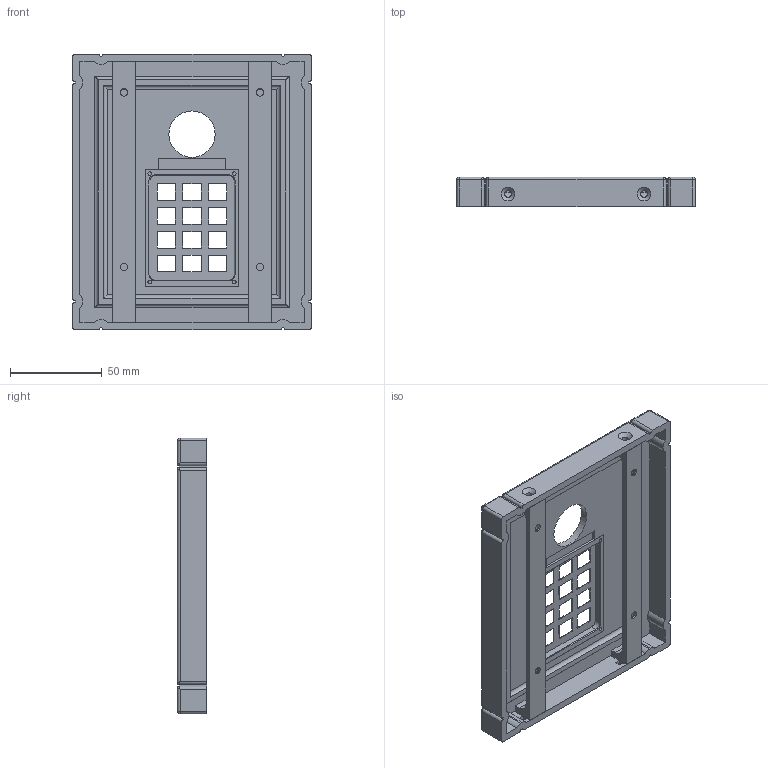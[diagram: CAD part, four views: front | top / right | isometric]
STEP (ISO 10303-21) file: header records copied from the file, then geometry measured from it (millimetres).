
FILE_DESCRIPTION(/* description */ (''),/* implementation_level */ '2;1');
FILE_NAME(/* name */ 'klingel v1.step',/* time_stamp */ '2025-04-26T22:04:24+02:00',/* author */ (''),/* organization */ (''),/* preprocessor_version */ 'ST-DEVELOPER v20.1',/* originating_system */ 'Autodesk Translation Framework v14.4.0.0',/* authorisation */ '');
FILE_SCHEMA (('AUTOMOTIVE_DESIGN { 1 0 10303 214 3 1 1 }'));
Length unit declared in the file: millimetre
Products named in the file (1): klingel
Bounding box: 130 x 16 x 150 mm (x, y, z)
Volume: 104506.4 mm3; surface area: 67478.6 mm2
Topology: 3 solids, 3 shells, 331 faces, 841 edges, 510 vertices
Faces by surface type: plane 180, cylinder 105, sphere 20, bspline 16, cone 10
Full cylindrical faces by diameter (mm): 2 x4, 3.5 x2, 4 x4, 4.1 x2, 25.2 x1
Entity records: 10280 total; most frequent: CARTESIAN_POINT 2185, DIRECTION 1679, ORIENTED_EDGE 1650, EDGE_CURVE 825, LINE 591, VECTOR 591, AXIS2_PLACEMENT_3D 544, VERTEX_POINT 510
